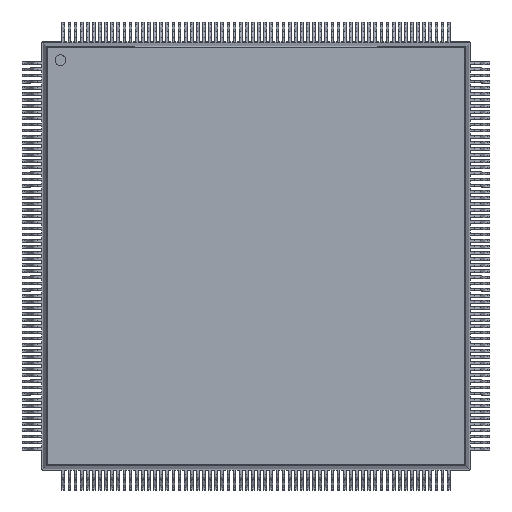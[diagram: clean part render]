
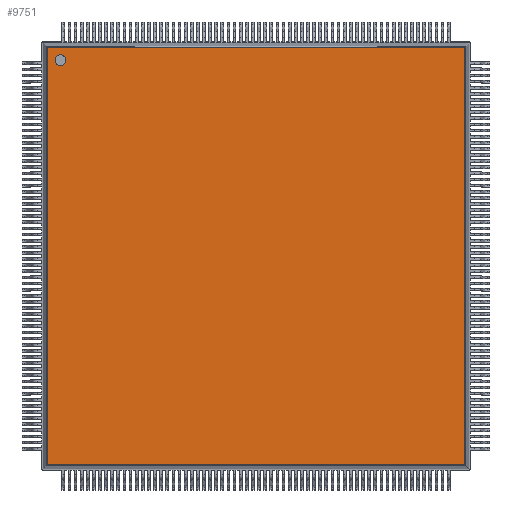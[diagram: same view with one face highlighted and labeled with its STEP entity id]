
A CAD part, top view. The second image highlights one B-rep face of the part: STEP entity #9751.
In plain terms, the highlighted planar face has unit normal (0, 0, 1).
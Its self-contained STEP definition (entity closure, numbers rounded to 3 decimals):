
#49=DIRECTION('',(0.,-1.,0.));
#148=DIRECTION('',(0.,0.,-1.));
#763=CARTESIAN_POINT('',(-13.691,13.691,4.));
#2249=VERTEX_POINT('',#2250);
#2250=CARTESIAN_POINT('',(13.648,13.648,4.));
#2263=EDGE_CURVE('',#2249,#2264,#2266,.T.);
#2264=VERTEX_POINT('',#2265);
#2265=CARTESIAN_POINT('',(-13.648,13.648,4.));
#2266=B_SPLINE_CURVE_WITH_KNOTS('',2,(#2267,#2268,#2269,#2270,#2271),.UNSPECIFIED.,.F.,.F.,(3,1,1,3),(-1.347,-0.006,27.388,28.729),.UNSPECIFIED.);
#2267=CARTESIAN_POINT('',(15.038,13.648,4.));
#2268=CARTESIAN_POINT('',(14.367,13.648,4.));
#2269=CARTESIAN_POINT('',(0.,13.648,4.));
#2270=CARTESIAN_POINT('',(-14.367,13.648,4.));
#2271=CARTESIAN_POINT('',(-15.038,13.648,4.));
#4450=EDGE_CURVE('',#2264,#4451,#4453,.T.);
#4451=VERTEX_POINT('',#4452);
#4452=CARTESIAN_POINT('',(-13.648,-13.648,4.));
#4453=B_SPLINE_CURVE_WITH_KNOTS('',2,(#4454,#4455,#4456,#4457,#4458),.UNSPECIFIED.,.F.,.F.,(3,1,1,3),(-1.347,-0.006,27.388,28.729),.UNSPECIFIED.);
#4454=CARTESIAN_POINT('',(-13.648,15.038,4.));
#4455=CARTESIAN_POINT('',(-13.648,14.367,4.));
#4456=CARTESIAN_POINT('',(-13.648,0.,4.));
#4457=CARTESIAN_POINT('',(-13.648,-14.367,4.));
#4458=CARTESIAN_POINT('',(-13.648,-15.038,4.));
#7502=DIRECTION('',(0.707,-0.707,0.));
#9751=ADVANCED_FACE('',(#9752,#9774),#9784,.F.);
#9752=FACE_BOUND('',#9753,.F.);
#9753=EDGE_LOOP('',(#9754,#9755,#9756,#9766));
#9754=ORIENTED_EDGE('',*,*,#4450,.F.);
#9755=ORIENTED_EDGE('',*,*,#2263,.F.);
#9756=ORIENTED_EDGE('',*,*,#9757,.F.);
#9757=EDGE_CURVE('',#9758,#2249,#9760,.T.);
#9758=VERTEX_POINT('',#9759);
#9759=CARTESIAN_POINT('',(13.648,-13.648,4.));
#9760=B_SPLINE_CURVE_WITH_KNOTS('',2,(#9761,#9762,#9763,#9764,#9765),.UNSPECIFIED.,.F.,.F.,(3,1,1,3),(-1.347,-0.006,27.388,28.729),.UNSPECIFIED.);
#9761=CARTESIAN_POINT('',(13.648,-15.038,4.));
#9762=CARTESIAN_POINT('',(13.648,-14.367,4.));
#9763=CARTESIAN_POINT('',(13.648,0.,4.));
#9764=CARTESIAN_POINT('',(13.648,14.367,4.));
#9765=CARTESIAN_POINT('',(13.648,15.038,4.));
#9766=ORIENTED_EDGE('',*,*,#9767,.F.);
#9767=EDGE_CURVE('',#4451,#9758,#9768,.T.);
#9768=B_SPLINE_CURVE_WITH_KNOTS('',2,(#9769,#9770,#9771,#9772,#9773),.UNSPECIFIED.,.F.,.F.,(3,1,1,3),(-1.347,-0.006,27.388,28.729),.UNSPECIFIED.);
#9769=CARTESIAN_POINT('',(-15.038,-13.648,4.));
#9770=CARTESIAN_POINT('',(-14.367,-13.648,4.));
#9771=CARTESIAN_POINT('',(0.,-13.648,4.));
#9772=CARTESIAN_POINT('',(14.367,-13.648,4.));
#9773=CARTESIAN_POINT('',(15.038,-13.648,4.));
#9774=FACE_BOUND('',#9775,.F.);
#9775=EDGE_LOOP('',(#9776));
#9776=ORIENTED_EDGE('',*,*,#9777,.F.);
#9777=EDGE_CURVE('',#9778,#9778,#9780,.T.);
#9778=VERTEX_POINT('',#9779);
#9779=CARTESIAN_POINT('',(-12.791,12.441,4.));
#9780=CIRCLE('',#9781,0.35);
#9781=AXIS2_PLACEMENT_3D('',#9782,#9783,#49);
#9782=CARTESIAN_POINT('',(-12.791,12.791,4.));
#9783=DIRECTION('',(0.,-0.,-1.));
#9784=PLANE('',#9785);
#9785=AXIS2_PLACEMENT_3D('',#763,#148,#7502);
